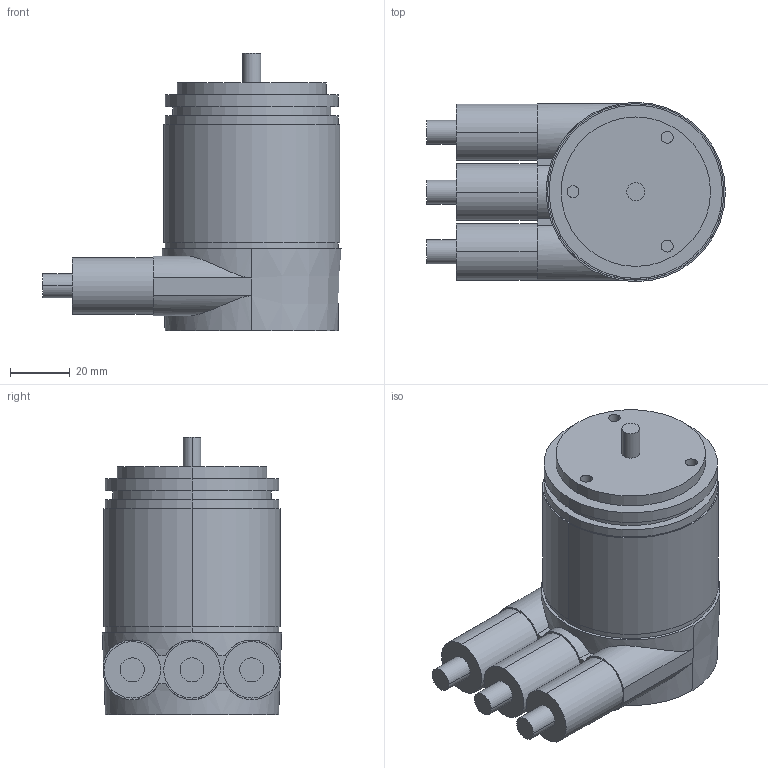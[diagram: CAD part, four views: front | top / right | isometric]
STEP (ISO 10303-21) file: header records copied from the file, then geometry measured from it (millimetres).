
FILE_DESCRIPTION((''),'2;1');
FILE_NAME('29_MULTI','2011-01-03T',('Ingenieurbuero Eiseler'),('Pepperl+Fuchs'),'PRO/ENGINEER BY PARAMETRIC TECHNOLOGY CORPORATION, 2009440','PRO/ENGINEER BY PARAMETRIC TECHNOLOGY CORPORATION, 2009440','');
FILE_SCHEMA(('CONFIG_CONTROL_DESIGN'));
Length unit declared in the file: millimetre
Products named in the file (1): 29_MULTI
Bounding box: 100 x 60 x 93 mm (x, y, z)
Volume: 254807.2 mm3; surface area: 29213.5 mm2
Topology: 1 solids, 1 shells, 66 faces, 140 edges, 92 vertices
Faces by surface type: cylinder 38, plane 25, cone 3
Entity records: 2638 total; most frequent: CARTESIAN_POINT 417, DIRECTION 344, ORIENTED_EDGE 280, PRESENTATION_STYLE_ASSIGNMENT 164, STYLED_ITEM 146, AXIS2_PLACEMENT_3D 144, CURVE_STYLE 140, EDGE_CURVE 140
